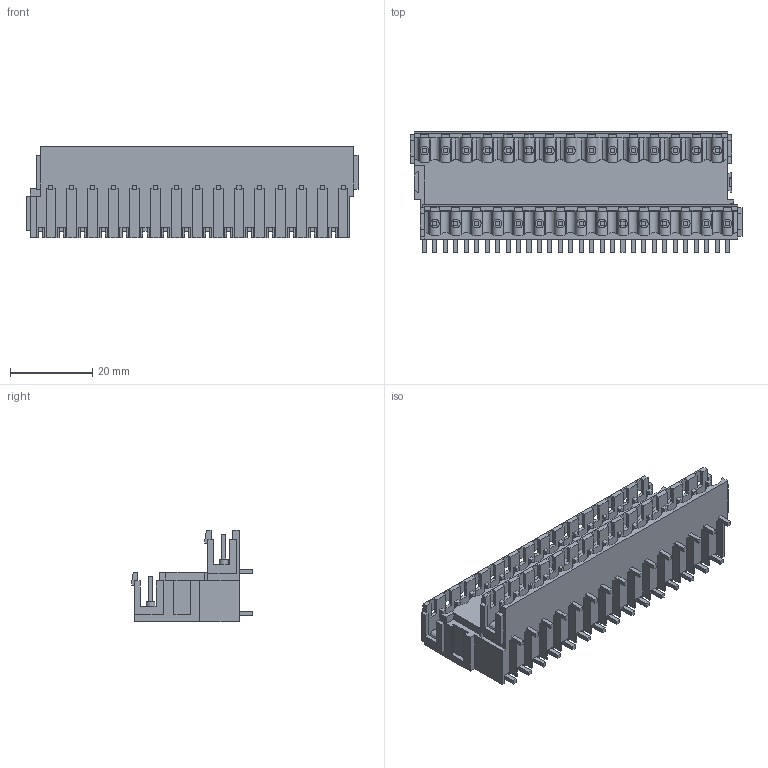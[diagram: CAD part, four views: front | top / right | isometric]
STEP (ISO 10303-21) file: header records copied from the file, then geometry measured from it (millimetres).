
FILE_DESCRIPTION(('CATIA V5 STEP Exchange','CAx-IF Rec.Pracs.--- Model Styling and Organization---1.2---2011-12-15'),'2;1');
FILE_NAME ('D1454985_0_1726410000_1726410000.stp','2017-09-26T13:20:01+00:00',('none'),('Weidmueller'),'CATIA Version 5-6 Release 2014','CATIA V5 STEP AP214','none');
FILE_SCHEMA(('AUTOMOTIVE_DESIGN { 1 0 10303 214 1 1 1 1 }'));
Length unit declared in the file: millimetre
Products named in the file (1): 1726410000
Bounding box: 80.7 x 29.41 x 22.16 mm (x, y, z)
Volume: 17891.1 mm3; surface area: 20672.5 mm2
Topology: 31 solids, 31 shells, 1150 faces, 3858 edges, 2682 vertices
Faces by surface type: plane 957, cylinder 193
Entity records: 41491 total; most frequent: CARTESIAN_POINT 10103, ORIENTED_EDGE 7716, DIRECTION 4787, EDGE_CURVE 3858, VECTOR 3306, LINE 3306, VERTEX_POINT 2682, EDGE_LOOP 1212
